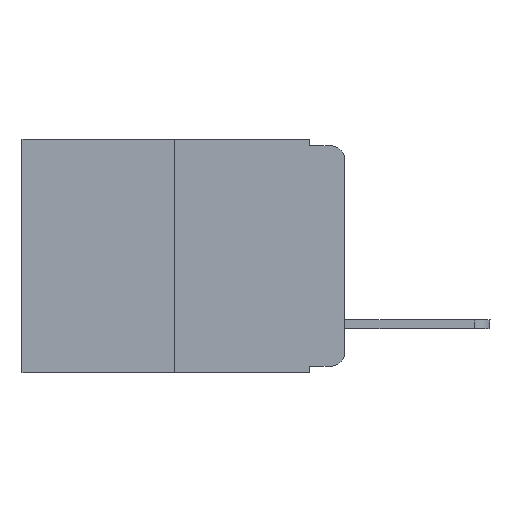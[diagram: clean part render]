
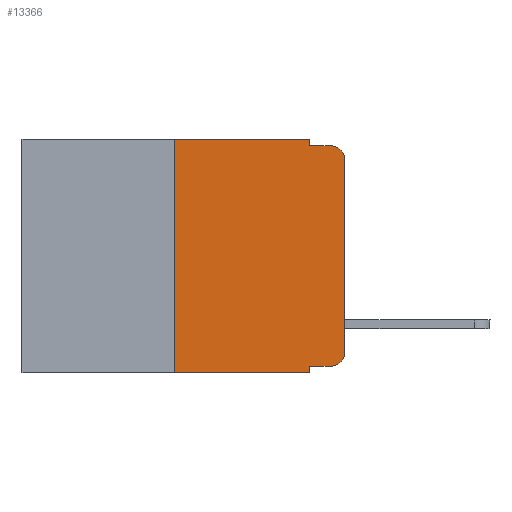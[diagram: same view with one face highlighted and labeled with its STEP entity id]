
A CAD part, left-side view. The second image highlights one B-rep face of the part: STEP entity #13366.
In plain terms, the highlighted planar face has unit normal (-1, 0, 0).
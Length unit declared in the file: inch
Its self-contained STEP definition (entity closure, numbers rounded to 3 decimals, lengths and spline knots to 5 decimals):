
#1166 = CARTESIAN_POINT ( 'NONE',  ( 0., 0., -0.03 ) ) ;
#1700 = LINE ( 'NONE', #13758, #19108 ) ;
#1989 = VERTEX_POINT ( 'NONE', #13954 ) ;
#1992 = EDGE_CURVE ( 'NONE', #4219, #20034, #9988, .T. ) ;
#2151 = ORIENTED_EDGE ( 'NONE', *, *, #6453, .F. ) ;
#2877 = VERTEX_POINT ( 'NONE', #11132 ) ;
#2955 = CARTESIAN_POINT ( 'NONE',  ( 0., 0.051, -0.333 ) ) ;
#3060 = EDGE_CURVE ( 'NONE', #8874, #3441, #4645, .T. ) ;
#3431 = EDGE_CURVE ( 'NONE', #5142, #1989, #8131, .T. ) ;
#3441 = VERTEX_POINT ( 'NONE', #13267 ) ;
#3461 = ORIENTED_EDGE ( 'NONE', *, *, #3431, .T. ) ;
#3537 = LINE ( 'NONE', #17516, #19798 ) ;
#3644 = LINE ( 'NONE', #6710, #12465 ) ;
#3964 = VERTEX_POINT ( 'NONE', #13802 ) ;
#4219 = VERTEX_POINT ( 'NONE', #1166 ) ;
#4234 = CIRCLE ( 'NONE', #15527, 0.02 ) ;
#4645 = LINE ( 'NONE', #2955, #20918 ) ;
#4857 = CARTESIAN_POINT ( 'NONE',  ( 0., 0.25, 0. ) ) ;
#4977 = LINE ( 'NONE', #4857, #20444 ) ;
#5142 = VERTEX_POINT ( 'NONE', #18793 ) ;
#5761 = FACE_OUTER_BOUND ( 'NONE', #18229, .T. ) ;
#6453 = EDGE_CURVE ( 'NONE', #8874, #1989, #3537, .T. ) ;
#6710 = CARTESIAN_POINT ( 'NONE',  ( 0., 0.051, 0. ) ) ;
#7377 = LINE ( 'NONE', #17737, #18491 ) ;
#7794 = PLANE ( 'NONE',  #18684 ) ;
#7862 = CARTESIAN_POINT ( 'NONE',  ( 0., 0.02, -0.01 ) ) ;
#7912 = DIRECTION ( 'NONE',  ( 1., 0., 0. ) ) ;
#8131 = LINE ( 'NONE', #11335, #10781 ) ;
#8162 = ORIENTED_EDGE ( 'NONE', *, *, #3060, .T. ) ;
#8539 = EDGE_CURVE ( 'NONE', #3441, #15560, #4234, .T. ) ;
#8590 = DIRECTION ( 'NONE',  ( -1., 0., 0. ) ) ;
#8696 = CARTESIAN_POINT ( 'NONE',  ( 0., 0.02, -0.313 ) ) ;
#8751 = DIRECTION ( 'NONE',  ( 0., 0., -1. ) ) ;
#8874 = VERTEX_POINT ( 'NONE', #21650 ) ;
#9191 = DIRECTION ( 'NONE',  ( 0., 0., 1. ) ) ;
#9272 = DIRECTION ( 'NONE',  ( 0., 0., -1. ) ) ;
#9304 = EDGE_CURVE ( 'NONE', #2877, #16941, #3644, .T. ) ;
#9345 = CARTESIAN_POINT ( 'NONE',  ( 0., 0., -0.313 ) ) ;
#9890 = ORIENTED_EDGE ( 'NONE', *, *, #9304, .F. ) ;
#9988 = CIRCLE ( 'NONE', #14724, 0.02 ) ;
#10621 = EDGE_CURVE ( 'NONE', #5142, #3964, #4977, .T. ) ;
#10781 = VECTOR ( 'NONE', #14855, 39.37008 ) ;
#11132 = CARTESIAN_POINT ( 'NONE',  ( 0., 0.051, 0. ) ) ;
#11335 = CARTESIAN_POINT ( 'NONE',  ( 0., 0.473, -0.343 ) ) ;
#11959 = ORIENTED_EDGE ( 'NONE', *, *, #17417, .T. ) ;
#11983 = EDGE_CURVE ( 'NONE', #16941, #20034, #17482, .T. ) ;
#12465 = VECTOR ( 'NONE', #17299, 39.37008 ) ;
#13267 = CARTESIAN_POINT ( 'NONE',  ( 0., 0.02, -0.333 ) ) ;
#13366 = ADVANCED_FACE ( 'NONE', ( #5761 ), #7794, .F. ) ;
#13758 = CARTESIAN_POINT ( 'NONE',  ( 0., 0.473, 0. ) ) ;
#13802 = CARTESIAN_POINT ( 'NONE',  ( 0., 0.25, 0. ) ) ;
#13954 = CARTESIAN_POINT ( 'NONE',  ( 0., 0.051, -0.343 ) ) ;
#14511 = CARTESIAN_POINT ( 'NONE',  ( 0., 0.02, -0.03 ) ) ;
#14550 = EDGE_CURVE ( 'NONE', #3964, #2877, #1700, .T. ) ;
#14724 = AXIS2_PLACEMENT_3D ( 'NONE', #14511, #17703, #17820 ) ;
#14855 = DIRECTION ( 'NONE',  ( 0., -1., 0. ) ) ;
#14861 = CARTESIAN_POINT ( 'NONE',  ( 0., 0.473, 0. ) ) ;
#14982 = ORIENTED_EDGE ( 'NONE', *, *, #1992, .T. ) ;
#15053 = CARTESIAN_POINT ( 'NONE',  ( 0., 0.051, -0.01 ) ) ;
#15527 = AXIS2_PLACEMENT_3D ( 'NONE', #8696, #8590, #19990 ) ;
#15560 = VERTEX_POINT ( 'NONE', #9345 ) ;
#16293 = ORIENTED_EDGE ( 'NONE', *, *, #11983, .F. ) ;
#16538 = ORIENTED_EDGE ( 'NONE', *, *, #8539, .T. ) ;
#16941 = VERTEX_POINT ( 'NONE', #15053 ) ;
#17299 = DIRECTION ( 'NONE',  ( 0., 0., -1. ) ) ;
#17417 = EDGE_CURVE ( 'NONE', #15560, #4219, #7377, .T. ) ;
#17482 = LINE ( 'NONE', #19177, #22324 ) ;
#17516 = CARTESIAN_POINT ( 'NONE',  ( 0., 0.051, 0. ) ) ;
#17583 = DIRECTION ( 'NONE',  ( 0., -1., 0. ) ) ;
#17703 = DIRECTION ( 'NONE',  ( -1., 0., 0. ) ) ;
#17737 = CARTESIAN_POINT ( 'NONE',  ( 0., 0., 0. ) ) ;
#17778 = ORIENTED_EDGE ( 'NONE', *, *, #10621, .F. ) ;
#17820 = DIRECTION ( 'NONE',  ( 0., 0., -1. ) ) ;
#18229 = EDGE_LOOP ( 'NONE', ( #11959, #14982, #16293, #9890, #21148, #17778, #3461, #2151, #8162, #16538 ) ) ;
#18491 = VECTOR ( 'NONE', #9191, 39.37008 ) ;
#18684 = AXIS2_PLACEMENT_3D ( 'NONE', #14861, #7912, #9272 ) ;
#18793 = CARTESIAN_POINT ( 'NONE',  ( 0., 0.25, -0.343 ) ) ;
#19108 = VECTOR ( 'NONE', #22390, 39.37008 ) ;
#19177 = CARTESIAN_POINT ( 'NONE',  ( 0., 0.051, -0.01 ) ) ;
#19798 = VECTOR ( 'NONE', #8751, 39.37008 ) ;
#19990 = DIRECTION ( 'NONE',  ( 0., 0., -1. ) ) ;
#20034 = VERTEX_POINT ( 'NONE', #7862 ) ;
#20444 = VECTOR ( 'NONE', #20536, 39.37008 ) ;
#20536 = DIRECTION ( 'NONE',  ( 0., 0., 1. ) ) ;
#20918 = VECTOR ( 'NONE', #22036, 39.37008 ) ;
#21148 = ORIENTED_EDGE ( 'NONE', *, *, #14550, .F. ) ;
#21650 = CARTESIAN_POINT ( 'NONE',  ( 0., 0.051, -0.333 ) ) ;
#22036 = DIRECTION ( 'NONE',  ( 0., -1., 0. ) ) ;
#22324 = VECTOR ( 'NONE', #17583, 39.37008 ) ;
#22390 = DIRECTION ( 'NONE',  ( 0., -1., 0. ) ) ;
